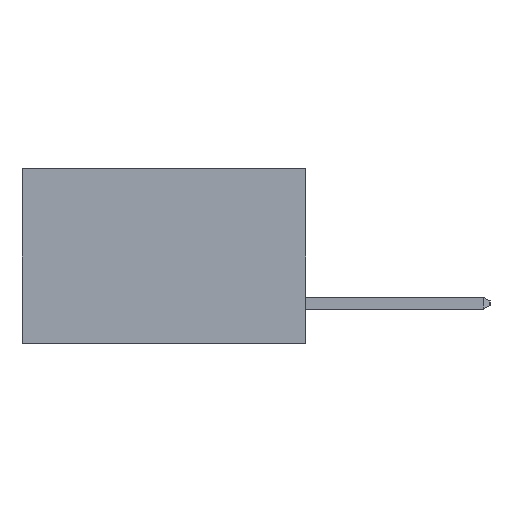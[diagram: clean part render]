
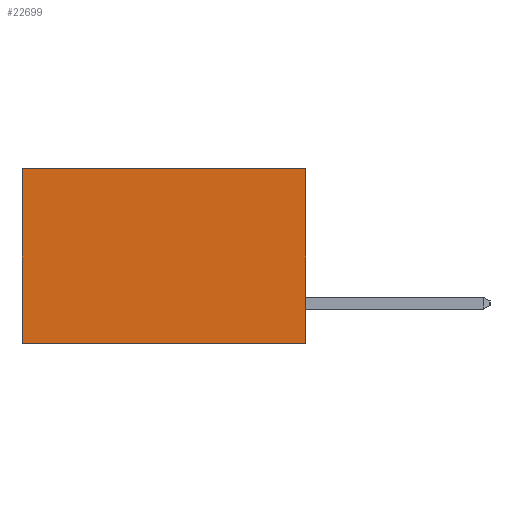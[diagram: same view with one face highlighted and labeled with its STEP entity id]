
A CAD part, left-side view. The second image highlights one B-rep face of the part: STEP entity #22699.
In plain terms, the highlighted planar face has unit normal (-1, 0, 0).
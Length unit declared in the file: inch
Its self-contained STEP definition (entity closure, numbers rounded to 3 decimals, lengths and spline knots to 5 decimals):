
#401 = EDGE_LOOP ( 'NONE', ( #15587, #7912, #23690, #7319 ) ) ;
#1849 = DIRECTION ( 'NONE',  ( 1., 0., 0. ) ) ;
#3081 = LINE ( 'NONE', #20680, #22229 ) ;
#3342 = CARTESIAN_POINT ( 'NONE',  ( 0.2615, 0., 0. ) ) ;
#3786 = CARTESIAN_POINT ( 'NONE',  ( 0.2615, 0.6, 0. ) ) ;
#5674 = FACE_OUTER_BOUND ( 'NONE', #401, .T. ) ;
#5773 = AXIS2_PLACEMENT_3D ( 'NONE', #23948, #1849, #15084 ) ;
#5828 = VERTEX_POINT ( 'NONE', #3342 ) ;
#6943 = EDGE_CURVE ( 'NONE', #20657, #8174, #9041, .T. ) ;
#7319 = ORIENTED_EDGE ( 'NONE', *, *, #19527, .T. ) ;
#7912 = ORIENTED_EDGE ( 'NONE', *, *, #11172, .F. ) ;
#8174 = VERTEX_POINT ( 'NONE', #10484 ) ;
#8984 = DIRECTION ( 'NONE',  ( 0., 1., 0. ) ) ;
#9041 = LINE ( 'NONE', #23347, #17717 ) ;
#10286 = VECTOR ( 'NONE', #16142, 39.37008 ) ;
#10484 = CARTESIAN_POINT ( 'NONE',  ( 0.2615, 0.6, -0.37 ) ) ;
#10562 = CARTESIAN_POINT ( 'NONE',  ( 0.2615, 0., -0.37 ) ) ;
#11172 = EDGE_CURVE ( 'NONE', #13980, #8174, #20632, .T. ) ;
#11352 = PLANE ( 'NONE',  #5773 ) ;
#11476 = VECTOR ( 'NONE', #8984, 39.37008 ) ;
#13980 = VERTEX_POINT ( 'NONE', #18754 ) ;
#14586 = CARTESIAN_POINT ( 'NONE',  ( 0.2615, 0., -0.37 ) ) ;
#15084 = DIRECTION ( 'NONE',  ( 0., 0., -1. ) ) ;
#15587 = ORIENTED_EDGE ( 'NONE', *, *, #6943, .T. ) ;
#15795 = LINE ( 'NONE', #10562, #10286 ) ;
#16142 = DIRECTION ( 'NONE',  ( 0., 0., -1. ) ) ;
#17049 = EDGE_CURVE ( 'NONE', #5828, #13980, #15795, .T. ) ;
#17717 = VECTOR ( 'NONE', #23276, 39.37008 ) ;
#18754 = CARTESIAN_POINT ( 'NONE',  ( 0.2615, 0., -0.37 ) ) ;
#18947 = DIRECTION ( 'NONE',  ( 0., 1., 0. ) ) ;
#19527 = EDGE_CURVE ( 'NONE', #5828, #20657, #3081, .T. ) ;
#20632 = LINE ( 'NONE', #14586, #11476 ) ;
#20657 = VERTEX_POINT ( 'NONE', #3786 ) ;
#20680 = CARTESIAN_POINT ( 'NONE',  ( 0.2615, 0., 0. ) ) ;
#22229 = VECTOR ( 'NONE', #18947, 39.37008 ) ;
#22699 = ADVANCED_FACE ( 'NONE', ( #5674 ), #11352, .F. ) ;
#23276 = DIRECTION ( 'NONE',  ( 0., 0., -1. ) ) ;
#23347 = CARTESIAN_POINT ( 'NONE',  ( 0.2615, 0.6, -0.37 ) ) ;
#23690 = ORIENTED_EDGE ( 'NONE', *, *, #17049, .F. ) ;
#23948 = CARTESIAN_POINT ( 'NONE',  ( 0.2615, 0., -0.37 ) ) ;
